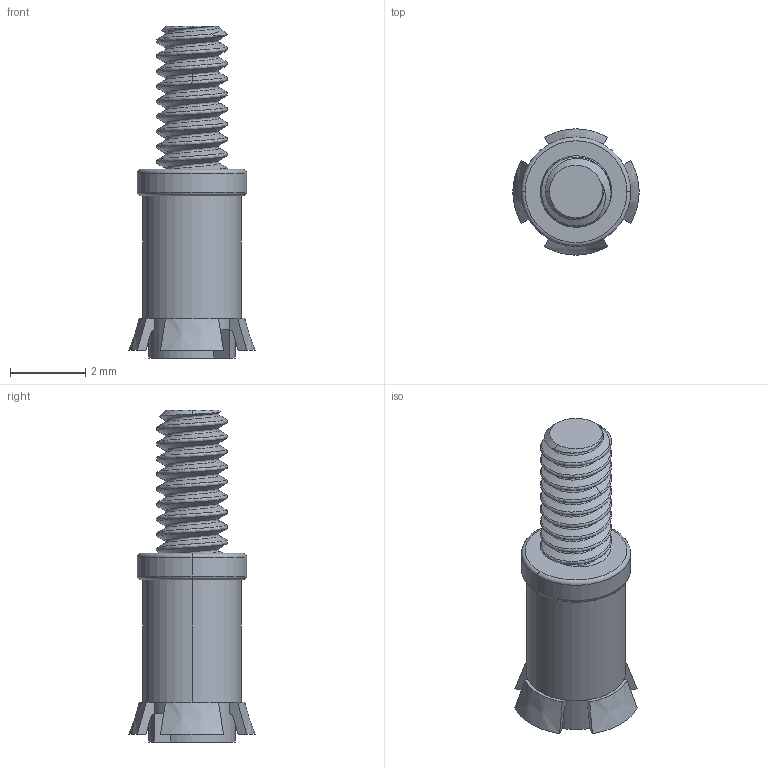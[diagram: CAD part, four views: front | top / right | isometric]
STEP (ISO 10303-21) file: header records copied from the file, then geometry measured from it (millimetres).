
FILE_DESCRIPTION((''),'2;1');
FILE_NAME('C61035-A26-B66_SW0001','2021-03-17T',('ea4695'),(''),'PRO/ENGINEER BY PARAMETRIC TECHNOLOGY CORPORATION, 2014000','PRO/ENGINEER BY PARAMETRIC TECHNOLOGY CORPORATION, 2014000','');
FILE_SCHEMA(('AUTOMOTIVE_DESIGN { 1 0 10303 214 1 1 1 1 }'));
Length unit declared in the file: millimetre
Products named in the file (1): C61035-A26-B66_SW0001
Bounding box: 3.35 x 3.35 x 8.8 mm (x, y, z)
Volume: 35 mm3; surface area: 97.9 mm2
Topology: 1 solids, 1 shells, 66 faces, 160 edges, 98 vertices
Faces by surface type: plane 28, bspline 12, cone 10, cylinder 8, torus 8
Entity records: 9982 total; most frequent: CARTESIAN_POINT 7906, ORIENTED_EDGE 320, DIRECTION 306, EDGE_CURVE 160, AXIS2_PLACEMENT_3D 120, VERTEX_POINT 98, EDGE_LOOP 68, VECTOR 66
